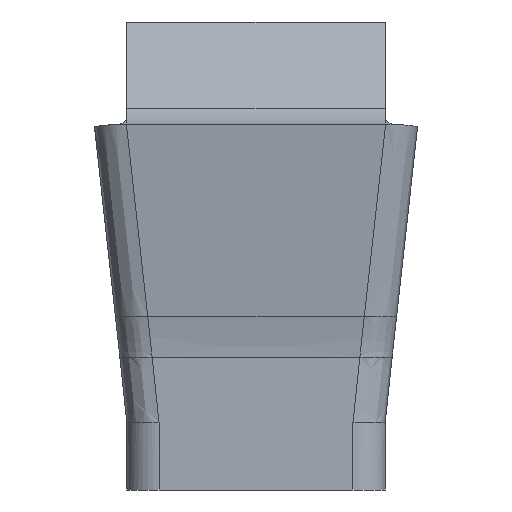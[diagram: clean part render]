
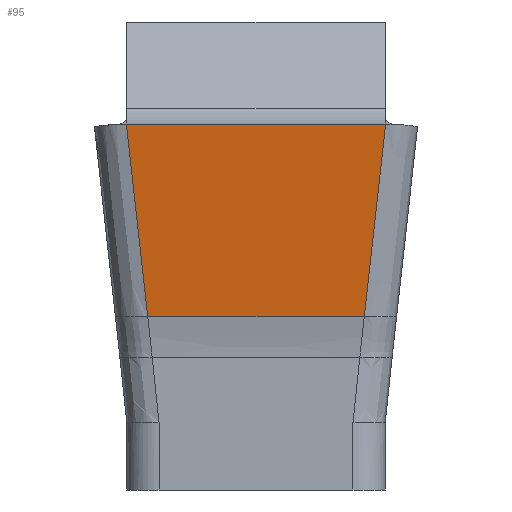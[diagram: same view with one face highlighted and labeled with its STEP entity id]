
A CAD part, front view. The second image highlights one B-rep face of the part: STEP entity #95.
In plain terms, the highlighted planar face has unit normal (0, -0.993, -0.122).
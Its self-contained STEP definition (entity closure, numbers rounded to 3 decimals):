
#95=ADVANCED_FACE('SIDE_FP_AN_SU1',(#175),#143,.T.);
#143=PLANE('',#1075);
#175=FACE_OUTER_BOUND('',#231,.T.);
#231=EDGE_LOOP('',(#523,#524,#525,#526));
#307=LINE('',#2041,#369);
#308=LINE('',#2042,#370);
#369=VECTOR('',#1171,1.);
#370=VECTOR('',#1172,1.);
#523=ORIENTED_EDGE('',*,*,#893,.T.);
#524=ORIENTED_EDGE('',*,*,#899,.T.);
#525=ORIENTED_EDGE('',*,*,#895,.T.);
#526=ORIENTED_EDGE('',*,*,#900,.F.);
#782=VERTEX_POINT('',#1938);
#783=VERTEX_POINT('',#1943);
#784=VERTEX_POINT('',#1983);
#785=VERTEX_POINT('',#1984);
#893=EDGE_CURVE('',#783,#782,#1015,.T.);
#895=EDGE_CURVE('',#784,#785,#1017,.T.);
#899=EDGE_CURVE('',#782,#784,#307,.T.);
#900=EDGE_CURVE('',#783,#785,#308,.T.);
#1015=B_SPLINE_CURVE_WITH_KNOTS('',3,(#1939,#1940,#1941,#1942),
 .UNSPECIFIED.,.F.,.F.,(4,4),(0.,1.),.UNSPECIFIED.);
#1017=B_SPLINE_CURVE_WITH_KNOTS('',3,(#1979,#1980,#1981,#1982),
 .UNSPECIFIED.,.F.,.F.,(4,4),(0.,1.),.UNSPECIFIED.);
#1075=AXIS2_PLACEMENT_3D('',#2043,#1173,#1174);
#1171=DIRECTION('',(-1.,0.,0.));
#1172=DIRECTION('',(-1.,0.,0.));
#1173=DIRECTION('',(0.,-0.993,-0.122));
#1174=DIRECTION('',(-1.,0.,0.));
#1938=CARTESIAN_POINT('',(1.603,-12.622,0.03));
#1939=CARTESIAN_POINT('',(1.34,-12.33,-2.351));
#1940=CARTESIAN_POINT('',(1.428,-12.428,-1.557));
#1941=CARTESIAN_POINT('',(1.516,-12.525,-0.764));
#1942=CARTESIAN_POINT('',(1.603,-12.622,0.03));
#1943=CARTESIAN_POINT('',(1.34,-12.33,-2.351));
#1979=CARTESIAN_POINT('',(-1.603,-12.622,0.03));
#1980=CARTESIAN_POINT('',(-1.516,-12.525,-0.764));
#1981=CARTESIAN_POINT('',(-1.428,-12.428,-1.557));
#1982=CARTESIAN_POINT('',(-1.34,-12.33,-2.351));
#1983=CARTESIAN_POINT('',(-1.603,-12.622,0.03));
#1984=CARTESIAN_POINT('',(-1.34,-12.33,-2.351));
#2041=CARTESIAN_POINT('',(-13.,-12.622,0.03));
#2042=CARTESIAN_POINT('',(0.,-12.33,-2.351));
#2043=CARTESIAN_POINT('',(0.,-13.146,4.295));
